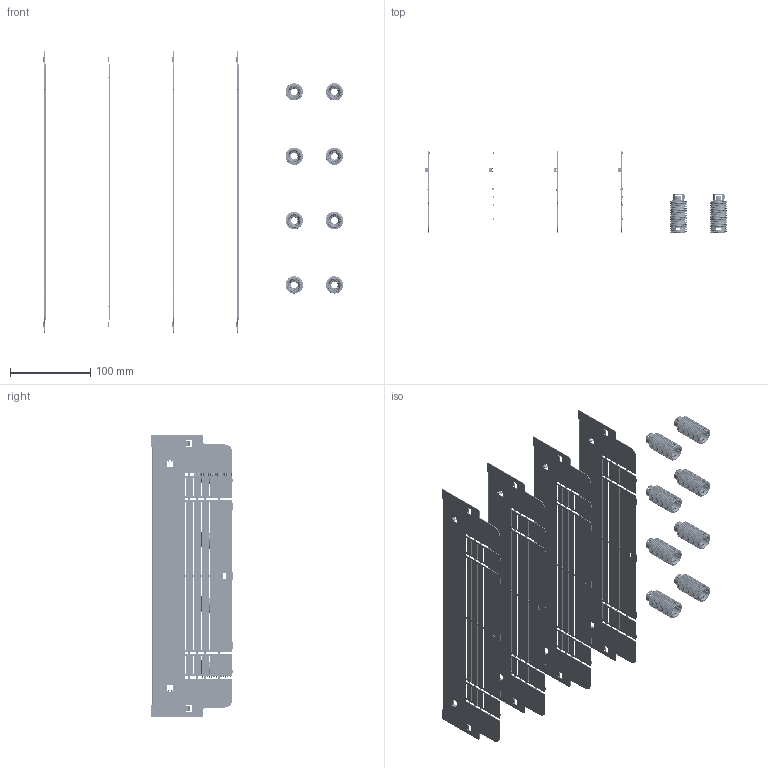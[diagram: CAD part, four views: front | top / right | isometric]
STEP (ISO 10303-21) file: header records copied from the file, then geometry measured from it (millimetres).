
FILE_DESCRIPTION (( 'STEP AP214' ), '1' );
FILE_NAME ('7410134.STEP', '2022-11-21T14:21:42', ( '' ), ( '' ), 'SwSTEP 2.0', 'SolidWorks 2020', '' );
FILE_SCHEMA (( 'AUTOMOTIVE_DESIGN' ));
Length unit declared in the file: millimetre
Products named in the file (3): 210552_Standard; 203111_250; 7410134
Assembly tree (12 placements, depth 2):
  7410134
    203111_250  x4
    210552_Standard  x8
Bounding box: 375.75 x 102.45 x 350 mm (x, y, z)
Volume: 160599.6 mm3; surface area: 338828.7 mm2
Topology: 12 solids, 12 shells, 4296 faces, 12344 edges, 7928 vertices
Faces by surface type: cylinder 1728, plane 1344, bspline 968, torus 120, cone 112, sphere 24
Entity records: 93094 total; most frequent: CARTESIAN_POINT 72149, ORIENTED_EDGE 4780, DIRECTION 3744, EDGE_CURVE 2390, VERTEX_POINT 1550, AXIS2_PLACEMENT_3D 1338, LINE 1068, VECTOR 1068
